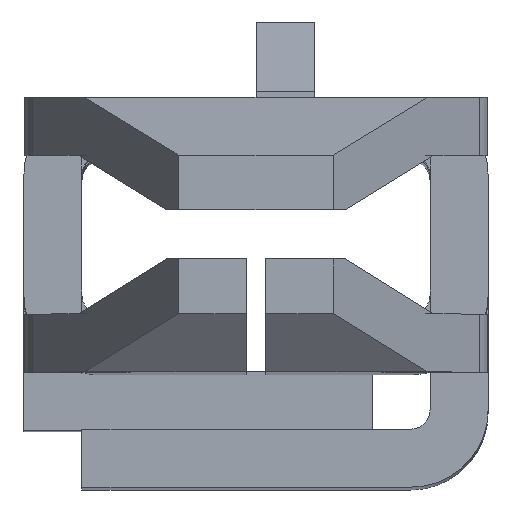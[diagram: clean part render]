
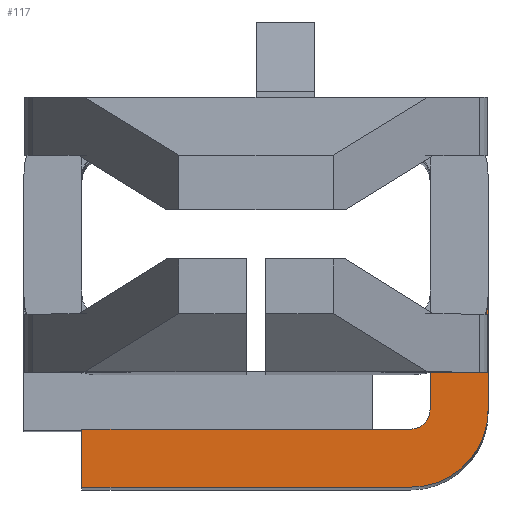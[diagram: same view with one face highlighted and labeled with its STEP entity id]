
A CAD part, top view. The second image highlights one B-rep face of the part: STEP entity #117.
In plain terms, the highlighted planar face has unit normal (0, 0, 1).
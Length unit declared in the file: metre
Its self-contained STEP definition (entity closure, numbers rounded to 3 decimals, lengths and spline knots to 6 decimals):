
#117 = ADVANCED_FACE( '', ( #277 ), #278, .F. );
#277 = FACE_OUTER_BOUND( '', #453, .T. );
#278 = PLANE( '', #454 );
#453 = EDGE_LOOP( '', ( #1113, #1114, #1115, #1116, #1117, #1118, #1119, #1120 ) );
#454 = AXIS2_PLACEMENT_3D( '', #1121, #1122, #1123 );
#1113 = ORIENTED_EDGE( '', *, *, #1357, .F. );
#1114 = ORIENTED_EDGE( '', *, *, #1363, .F. );
#1115 = ORIENTED_EDGE( '', *, *, #1382, .F. );
#1116 = ORIENTED_EDGE( '', *, *, #1416, .T. );
#1117 = ORIENTED_EDGE( '', *, *, #1397, .T. );
#1118 = ORIENTED_EDGE( '', *, *, #1393, .F. );
#1119 = ORIENTED_EDGE( '', *, *, #1271, .T. );
#1120 = ORIENTED_EDGE( '', *, *, #1277, .T. );
#1121 = CARTESIAN_POINT( '', ( 0.0006, 0., 0.0043 ) );
#1122 = DIRECTION( '', ( 0., 0., -1. ) );
#1123 = DIRECTION( '', ( 0., -1., 0. ) );
#1271 = EDGE_CURVE( '', #1534, #1535, #1536, .T. );
#1277 = EDGE_CURVE( '', #1535, #1544, #1546, .T. );
#1357 = EDGE_CURVE( '', #1698, #1544, #1700, .T. );
#1363 = EDGE_CURVE( '', #1709, #1698, #1710, .T. );
#1382 = EDGE_CURVE( '', #1739, #1709, #1741, .T. );
#1393 = EDGE_CURVE( '', #1534, #1756, #1757, .T. );
#1397 = EDGE_CURVE( '', #1762, #1756, #1763, .T. );
#1416 = EDGE_CURVE( '', #1739, #1762, #1793, .T. );
#1534 = VERTEX_POINT( '', #1962 );
#1535 = VERTEX_POINT( '', #1963 );
#1536 = LINE( '', #1964, #1965 );
#1544 = VERTEX_POINT( '', #1976 );
#1546 = CIRCLE( '', #1979, 0.0002 );
#1698 = VERTEX_POINT( '', #2208 );
#1700 = LINE( '', #2211, #2212 );
#1709 = VERTEX_POINT( '', #2226 );
#1710 = LINE( '', #2227, #2228 );
#1739 = VERTEX_POINT( '', #2272 );
#1741 = LINE( '', #2275, #2276 );
#1756 = VERTEX_POINT( '', #2301 );
#1757 = LINE( '', #2302, #2303 );
#1762 = VERTEX_POINT( '', #2311 );
#1763 = LINE( '', #2312, #2313 );
#1793 = CIRCLE( '', #2354, 0.00005 );
#1962 = CARTESIAN_POINT( '', ( -0.00045, 0., 0.0043 ) );
#1963 = CARTESIAN_POINT( '', ( 0.0004, 0., 0.0043 ) );
#1964 = CARTESIAN_POINT( '', ( -0.00045, 0., 0.0043 ) );
#1965 = VECTOR( '', #2618, 1. );
#1976 = CARTESIAN_POINT( '', ( 0.0006, 0.0002, 0.0043 ) );
#1979 = AXIS2_PLACEMENT_3D( '', #2626, #2627, #2628 );
#2208 = CARTESIAN_POINT( '', ( 0.0006, 0.00059, 0.0043 ) );
#2211 = CARTESIAN_POINT( '', ( 0.0006, 0.00059, 0.0043 ) );
#2212 = VECTOR( '', #2726, 1. );
#2226 = CARTESIAN_POINT( '', ( 0.00045, 0.00059, 0.0043 ) );
#2227 = CARTESIAN_POINT( '', ( 0.00045, 0.00059, 0.0043 ) );
#2228 = VECTOR( '', #2732, 1. );
#2272 = CARTESIAN_POINT( '', ( 0.00045, 0.0002, 0.0043 ) );
#2275 = CARTESIAN_POINT( '', ( 0.00045, 0.0002, 0.0043 ) );
#2276 = VECTOR( '', #2755, 1. );
#2301 = CARTESIAN_POINT( '', ( -0.00045, 0.00015, 0.0043 ) );
#2302 = CARTESIAN_POINT( '', ( -0.00045, 0., 0.0043 ) );
#2303 = VECTOR( '', #2766, 1. );
#2311 = CARTESIAN_POINT( '', ( 0.0004, 0.00015, 0.0043 ) );
#2312 = CARTESIAN_POINT( '', ( 0.0004, 0.00015, 0.0043 ) );
#2313 = VECTOR( '', #2770, 1. );
#2354 = AXIS2_PLACEMENT_3D( '', #2803, #2804, #2805 );
#2618 = DIRECTION( '', ( 1., 0., 0. ) );
#2626 = CARTESIAN_POINT( '', ( 0.0004, 0.0002, 0.0043 ) );
#2627 = DIRECTION( '', ( 0., 0., 1. ) );
#2628 = DIRECTION( '', ( 0., -1., 0. ) );
#2726 = DIRECTION( '', ( 0., -1., 0. ) );
#2732 = DIRECTION( '', ( 1., 0., 0. ) );
#2755 = DIRECTION( '', ( 0., 1., 0. ) );
#2766 = DIRECTION( '', ( 0., 1., 0. ) );
#2770 = DIRECTION( '', ( -1., 0., 0. ) );
#2803 = CARTESIAN_POINT( '', ( 0.0004, 0.0002, 0.0043 ) );
#2804 = DIRECTION( '', ( 0., 0., -1. ) );
#2805 = DIRECTION( '', ( 1., 0., 0. ) );
